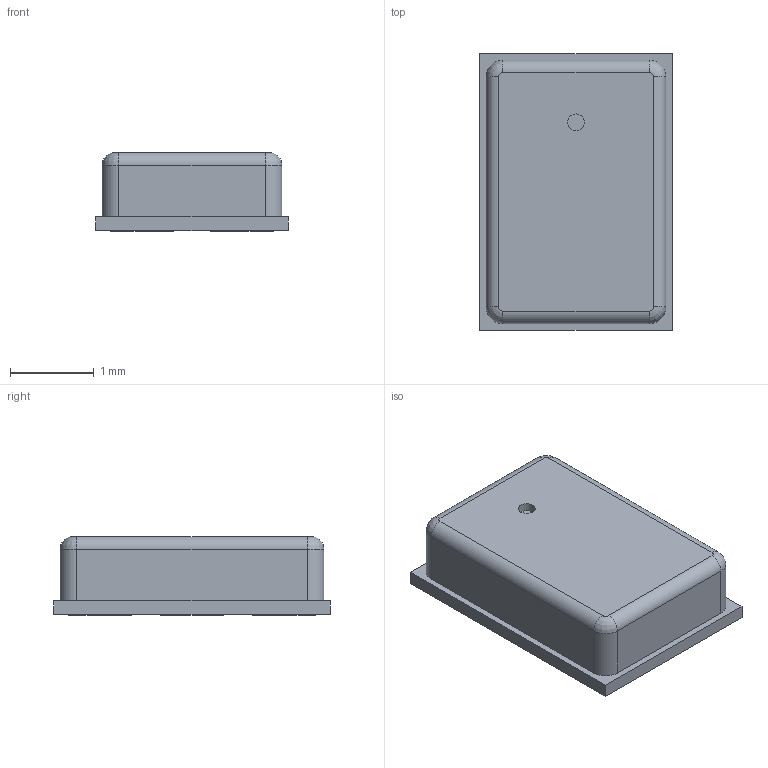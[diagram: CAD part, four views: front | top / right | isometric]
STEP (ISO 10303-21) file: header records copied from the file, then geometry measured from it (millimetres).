
FILE_DESCRIPTION(('CATIA V5 STEP Exchange'),'2;1');
FILE_NAME('v2s.stp','2025-02-07T19:14:09+00:00',('none'),('none'),'CATIA Version 5-6 Release 2018 SP6 HF31','CATIA V5 STEP AP203','none');
FILE_SCHEMA(('CONFIG_CONTROL_DESIGN'));
Length unit declared in the file: millimetre
Products named in the file (1): v2s
Bounding box: 2.3 x 3.3 x 0.94 mm (x, y, z)
Volume: 6.4 mm3; surface area: 24.4 mm2
Topology: 1 solids, 1 shells, 56 faces, 130 edges, 84 vertices
Faces by surface type: plane 42, cylinder 10, revolution 4
Entity records: 1519 total; most frequent: CARTESIAN_POINT 276, ORIENTED_EDGE 260, DIRECTION 200, EDGE_CURVE 130, VECTOR 106, LINE 106, VERTEX_POINT 84, EDGE_LOOP 64
